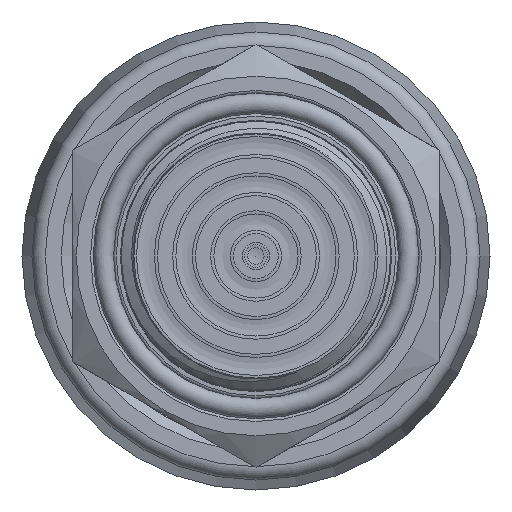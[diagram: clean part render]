
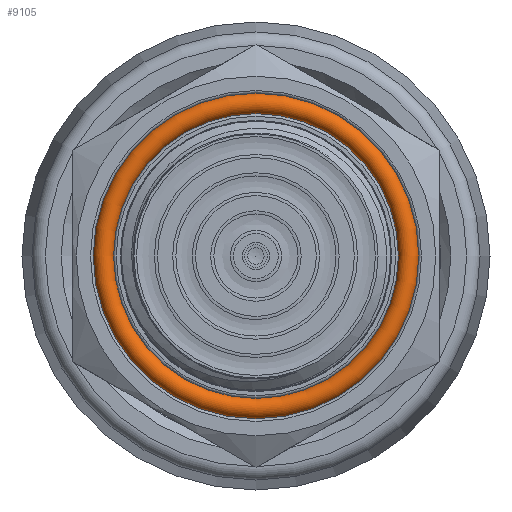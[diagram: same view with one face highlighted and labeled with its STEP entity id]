
A CAD part, left-side view. The second image highlights one B-rep face of the part: STEP entity #9105.
In plain terms, the highlighted toroidal (fillet/blend) face has major radius 11.25 mm and minor radius 0.75 mm.
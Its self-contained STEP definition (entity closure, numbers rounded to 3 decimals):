
#492=TOROIDAL_SURFACE('',#9665,11.25,0.75);
#1077=FACE_OUTER_BOUND('',#1645,.T.);
#1645=EDGE_LOOP('',(#8478,#8479,#8480,#8481));
#1895=CIRCLE('',#9666,0.75);
#1896=CIRCLE('',#9667,10.5);
#4335=VERTEX_POINT('',#33934);
#5716=EDGE_CURVE('',#4335,#4335,#1895,.T.);
#5717=EDGE_CURVE('',#4335,#4335,#1896,.T.);
#8478=ORIENTED_EDGE('',*,*,#5716,.F.);
#8479=ORIENTED_EDGE('',*,*,#5717,.T.);
#8480=ORIENTED_EDGE('',*,*,#5716,.T.);
#8481=ORIENTED_EDGE('',*,*,#5717,.F.);
#9105=ADVANCED_FACE('',(#1077),#492,.T.);
#9665=AXIS2_PLACEMENT_3D('',#33933,#11085,#11086);
#9666=AXIS2_PLACEMENT_3D('',#33935,#11087,#11088);
#9667=AXIS2_PLACEMENT_3D('',#33936,#11089,#11090);
#11085=DIRECTION('center_axis',(1.,0.,0.));
#11086=DIRECTION('ref_axis',(0.,0.,-1.));
#11087=DIRECTION('center_axis',(0.,-1.,0.));
#11088=DIRECTION('ref_axis',(0.,0.,1.));
#11089=DIRECTION('center_axis',(-1.,0.,0.));
#11090=DIRECTION('ref_axis',(0.,0.,-1.));
#33933=CARTESIAN_POINT('Origin',(15.2,0.,0.));
#33934=CARTESIAN_POINT('',(15.2,0.,10.5));
#33935=CARTESIAN_POINT('Origin',(15.2,0.,11.25));
#33936=CARTESIAN_POINT('Origin',(15.2,0.,0.));
